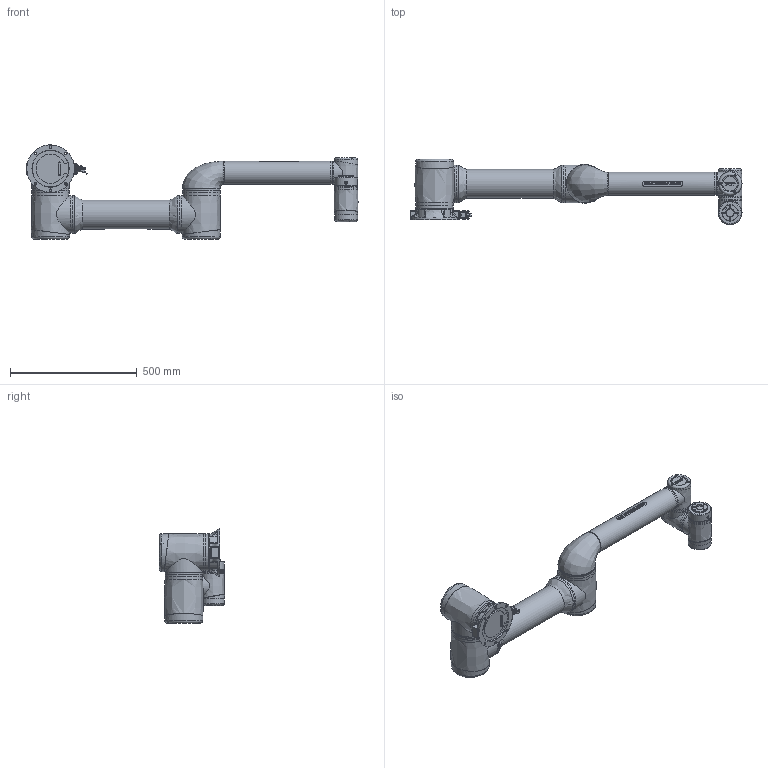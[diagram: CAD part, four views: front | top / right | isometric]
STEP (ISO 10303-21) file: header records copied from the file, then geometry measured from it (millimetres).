
FILE_DESCRIPTION (( 'STEP AP214' ), '1' );
FILE_NAME ('Zu 12.STEP', '2023-10-15T12:55:01', ( '' ), ( '' ), 'SwSTEP 2.0', 'SolidWorks 2016', '' );
FILE_SCHEMA (( 'AUTOMOTIVE_DESIGN' ));
Length unit declared in the file: millimetre
Products named in the file (15): Zu 12 04; Zu 12 03; Zu 12 06; Zu 12 01; Zu 12 02; Zu 12 05; Zu 12 00; Zu 12
Assembly tree (7 placements, depth 2):
  Zu 12 02
  Zu 12 05
  Zu 12 06
  Zu 12 03
  Zu 12 00
Bounding box: 1310.68 x 257.9 x 372.05 mm (x, y, z)
Volume: 24600462.6 mm3; surface area: 1227116.9 mm2
Topology: 15 solids, 22 shells, 1964 faces, 4999 edges, 3229 vertices
Faces by surface type: plane 1160, cylinder 380, bspline 334, torus 60, cone 30
Full cylindrical faces by diameter (mm): 0.8 x8, 0.9 x9, 2 x5, 2.5 x2, 3 x8, 3.2 x3, 3.4 x2, 4.3 x5, 4.8 x2, 5 x4, 5.2 x1, 5.5 x3, 5.8 x1, 6 x1, 6.2 x15, 8 x2, 9 x6, 9.6 x1, 14 x2, 20 x1, 20.6 x1, 31.5 x1, 43.2 x1, 47.2 x1, 47.7 x1, 63 x1, 67 x1, 67.1 x1, 71.747 x1, 85 x1
Entity records: 91974 total; most frequent: CARTESIAN_POINT 43689, ORIENTED_EDGE 9246, DIRECTION 7639, EDGE_CURVE 4623, VERTEX_POINT 3111, LINE 3077, VECTOR 3077, EDGE_LOOP 2424
